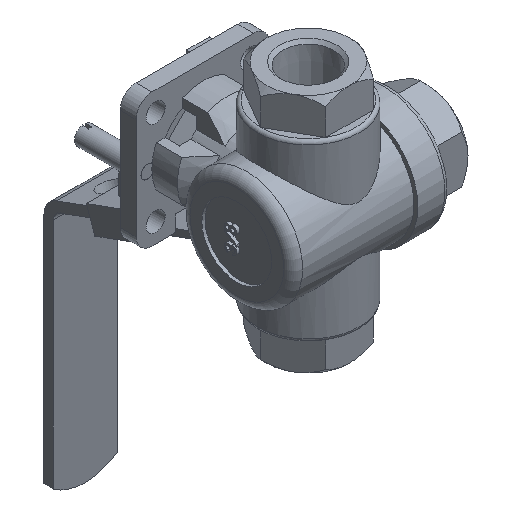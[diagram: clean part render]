
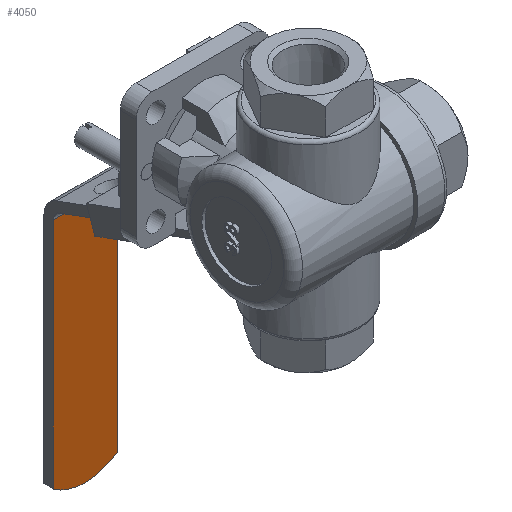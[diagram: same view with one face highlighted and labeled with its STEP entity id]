
A CAD part, isometric view. The second image highlights one B-rep face of the part: STEP entity #4050.
In plain terms, the highlighted planar face has unit normal (0, -1, 0).
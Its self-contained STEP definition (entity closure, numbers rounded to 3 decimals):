
#371=CIRCLE('',#4484,17.);
#1311=ORIENTED_EDGE('',*,*,#1971,.T.);
#1312=ORIENTED_EDGE('',*,*,#2027,.T.);
#1313=ORIENTED_EDGE('',*,*,#1994,.T.);
#1314=ORIENTED_EDGE('',*,*,#2028,.T.);
#1971=EDGE_CURVE('',#2411,#2410,#2702,.T.);
#1994=EDGE_CURVE('',#2428,#2427,#2720,.T.);
#2027=EDGE_CURVE('',#2410,#2428,#371,.F.);
#2028=EDGE_CURVE('',#2427,#2411,#2748,.T.);
#2410=VERTEX_POINT('',#6965);
#2411=VERTEX_POINT('',#6967);
#2427=VERTEX_POINT('',#7009);
#2428=VERTEX_POINT('',#7011);
#2702=LINE('',#6966,#3021);
#2720=LINE('',#7010,#3039);
#2748=LINE('',#7073,#3067);
#3021=VECTOR('',#5388,1000.);
#3039=VECTOR('',#5424,1000.);
#3067=VECTOR('',#5478,1000.);
#3370=EDGE_LOOP('',(#1311,#1312,#1313,#1314));
#3667=FACE_BOUND('',#3370,.T.);
#3832=PLANE('',#4483);
#4050=ADVANCED_FACE('',(#3667),#3832,.F.);
#4483=AXIS2_PLACEMENT_3D('',#7071,#5474,#5475);
#4484=AXIS2_PLACEMENT_3D('',#7072,#5476,#5477);
#5388=DIRECTION('',(0.,0.,-1.));
#5424=DIRECTION('',(0.,0.,1.));
#5474=DIRECTION('',(0.,1.,0.));
#5475=DIRECTION('',(0.,0.,1.));
#5476=DIRECTION('',(0.,1.,0.));
#5477=DIRECTION('',(0.,0.,1.));
#5478=DIRECTION('',(-1.,0.,0.));
#6965=CARTESIAN_POINT('',(-10.,32.,-108.748));
#6966=CARTESIAN_POINT('',(-10.,32.,-33.25));
#6967=CARTESIAN_POINT('',(-10.,32.,-35.351));
#7009=CARTESIAN_POINT('',(10.,32.,-35.351));
#7010=CARTESIAN_POINT('',(10.,32.,-33.25));
#7011=CARTESIAN_POINT('',(10.,32.,-108.748));
#7071=CARTESIAN_POINT('',(38.5,32.,-33.25));
#7072=CARTESIAN_POINT('',(0.,32.,-95.));
#7073=CARTESIAN_POINT('',(13.,32.,-35.351));
